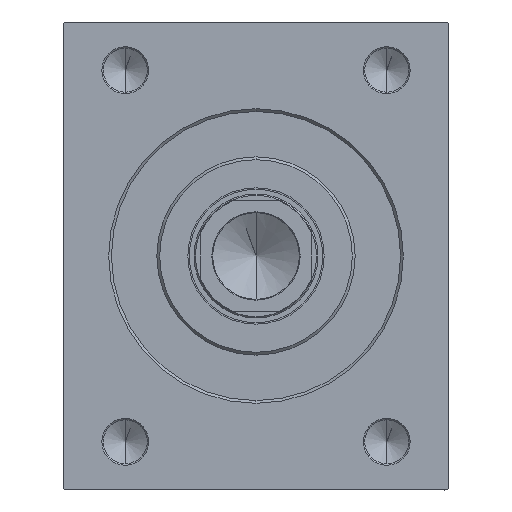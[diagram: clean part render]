
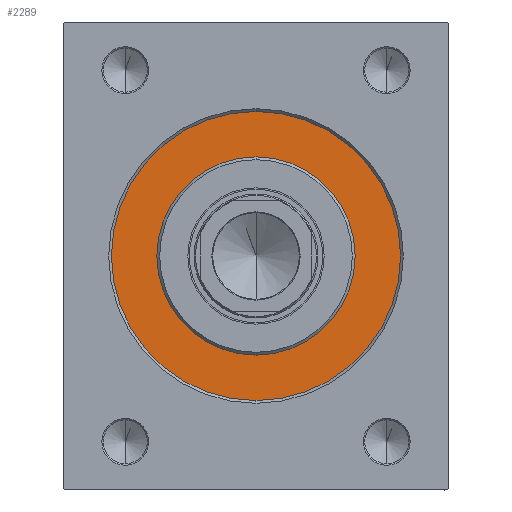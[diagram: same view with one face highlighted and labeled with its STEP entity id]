
A CAD part, left-side view. The second image highlights one B-rep face of the part: STEP entity #2289.
In plain terms, the highlighted face is planar.
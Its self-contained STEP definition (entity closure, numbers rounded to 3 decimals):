
#1622 = EDGE_CURVE ( 'NONE', #5935, #7534, #7925, .T. ) ;
#2289 = ADVANCED_FACE ( 'NONE', ( #23379, #34176 ), #3351, .F. ) ;
#3351 = PLANE ( 'NONE',  #26498 ) ;
#3457 = CARTESIAN_POINT ( 'NONE',  ( 0., 0., 36. ) ) ;
#3761 = VERTEX_POINT ( 'NONE', #43485 ) ;
#4171 = CARTESIAN_POINT ( 'NONE',  ( 0., 0., 0. ) ) ;
#5935 = VERTEX_POINT ( 'NONE', #16880 ) ;
#6657 = EDGE_LOOP ( 'NONE', ( #15582, #30718 ) ) ;
#7183 = DIRECTION ( 'NONE',  ( 1., 0., 0. ) ) ;
#7534 = VERTEX_POINT ( 'NONE', #3457 ) ;
#7623 = CARTESIAN_POINT ( 'NONE',  ( 0., 0., 0. ) ) ;
#7925 = CIRCLE ( 'NONE', #15798, 36. ) ;
#8282 = DIRECTION ( 'NONE',  ( 0., 0., -1. ) ) ;
#10319 = DIRECTION ( 'NONE',  ( -1., 0., 0. ) ) ;
#10538 = DIRECTION ( 'NONE',  ( 0., 0., 1. ) ) ;
#11901 = CARTESIAN_POINT ( 'NONE',  ( 0., 0., -52.5 ) ) ;
#12879 = ORIENTED_EDGE ( 'NONE', *, *, #14460, .F. ) ;
#14039 = CIRCLE ( 'NONE', #32739, 52.5 ) ;
#14460 = EDGE_CURVE ( 'NONE', #7534, #5935, #41297, .T. ) ;
#14506 = DIRECTION ( 'NONE',  ( -1., 0., 0. ) ) ;
#15582 = ORIENTED_EDGE ( 'NONE', *, *, #21166, .F. ) ;
#15798 = AXIS2_PLACEMENT_3D ( 'NONE', #27305, #38316, #37433 ) ;
#16880 = CARTESIAN_POINT ( 'NONE',  ( 0., 0., -36. ) ) ;
#21166 = EDGE_CURVE ( 'NONE', #25927, #3761, #14039, .T. ) ;
#23379 = FACE_BOUND ( 'NONE', #24028, .T. ) ;
#24028 = EDGE_LOOP ( 'NONE', ( #12879, #33984 ) ) ;
#25927 = VERTEX_POINT ( 'NONE', #11901 ) ;
#26051 = DIRECTION ( 'NONE',  ( -1., 0., 0. ) ) ;
#26498 = AXIS2_PLACEMENT_3D ( 'NONE', #44509, #10319, #10538 ) ;
#26942 = CARTESIAN_POINT ( 'NONE',  ( 0., 0., 0. ) ) ;
#27305 = CARTESIAN_POINT ( 'NONE',  ( 0., 0., 0. ) ) ;
#28236 = DIRECTION ( 'NONE',  ( 0., 0., 1. ) ) ;
#29401 = AXIS2_PLACEMENT_3D ( 'NONE', #4171, #14506, #28236 ) ;
#30718 = ORIENTED_EDGE ( 'NONE', *, *, #30926, .F. ) ;
#30856 = CIRCLE ( 'NONE', #29401, 52.5 ) ;
#30926 = EDGE_CURVE ( 'NONE', #3761, #25927, #30856, .T. ) ;
#32739 = AXIS2_PLACEMENT_3D ( 'NONE', #26942, #26051, #39773 ) ;
#33984 = ORIENTED_EDGE ( 'NONE', *, *, #1622, .F. ) ;
#34176 = FACE_OUTER_BOUND ( 'NONE', #6657, .T. ) ;
#34837 = AXIS2_PLACEMENT_3D ( 'NONE', #7623, #7183, #8282 ) ;
#37433 = DIRECTION ( 'NONE',  ( 0., 0., -1. ) ) ;
#38316 = DIRECTION ( 'NONE',  ( 1., 0., 0. ) ) ;
#39773 = DIRECTION ( 'NONE',  ( 0., 0., 1. ) ) ;
#41297 = CIRCLE ( 'NONE', #34837, 36. ) ;
#43485 = CARTESIAN_POINT ( 'NONE',  ( 0., 0., 52.5 ) ) ;
#44509 = CARTESIAN_POINT ( 'NONE',  ( 0., 0., 0. ) ) ;
